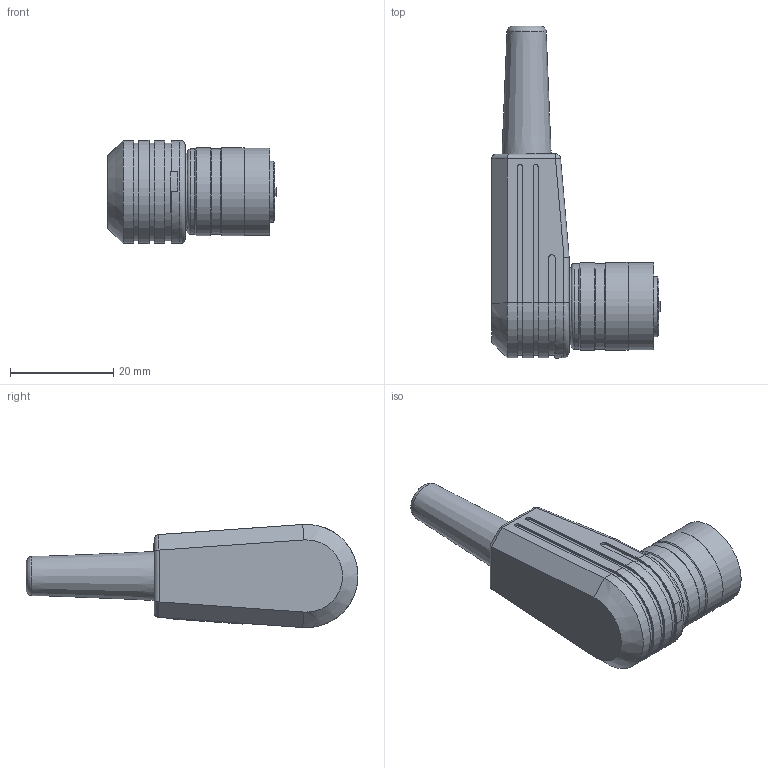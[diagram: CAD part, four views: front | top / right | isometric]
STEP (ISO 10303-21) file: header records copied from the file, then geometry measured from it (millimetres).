
FILE_DESCRIPTION(/* description */ (''),/* implementation_level */ '2;1');
FILE_NAME(/* name */ 't 3261 005 unxc001-01.stp',/* time_stamp */ '2019-07-08T15:16:13+02:00',/* author */ (''),/* organization */ (''),/* preprocessor_version */ 'ST-DEVELOPER v16.7',/* originating_system */ 'SIEMENS PLM Software NX 12.0',/* authorisation */ '');
FILE_SCHEMA (('AUTOMOTIVE_DESIGN { 1 0 10303 214 3 1 1 1 }'));
Length unit declared in the file: millimetre
Products named in the file (1): t 3261 005 unxc001-01
Bounding box: 32.65 x 64.3 x 19.95 mm (x, y, z)
Volume: 14025.9 mm3; surface area: 5526.1 mm2
Topology: 1 solids, 1 shells, 261 faces, 667 edges, 433 vertices
Faces by surface type: plane 167, cylinder 61, cone 16, bspline 9, extrusion 8
Full cylindrical faces by diameter (mm): 2 x2, 3 x1, 5 x1, 14.2 x1, 14.9 x1, 15 x1, 16.6 x2, 16.9 x1, 17 x2
Entity records: 8800 total; most frequent: CARTESIAN_POINT 2328, ORIENTED_EDGE 1256, DIRECTION 1206, EDGE_CURVE 628, VERTEX_POINT 421, VECTOR 420, LINE 412, AXIS2_PLACEMENT_3D 393
